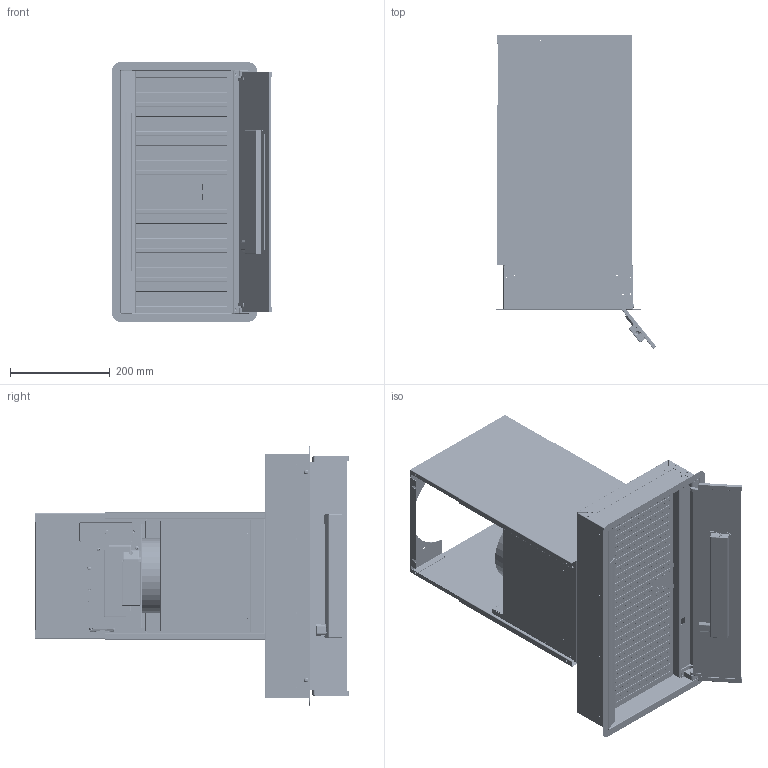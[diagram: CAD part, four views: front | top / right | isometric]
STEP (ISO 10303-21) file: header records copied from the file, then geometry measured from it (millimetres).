
FILE_DESCRIPTION (( 'STEP AP214' ), '1' );
FILE_NAME ('SLTC919_ 520_2019.STEP', '2019-04-05T15:17:40', ( 'sirius' ), ( '' ), 'SwSTEP 2.0', 'SolidWorks 2018', '' );
FILE_SCHEMA (( 'AUTOMOTIVE_DESIGN' ));
Length unit declared in the file: millimetre
Products named in the file (1): SLTC919_ 520_2019
Bounding box: 320.34 x 627.35 x 520 mm (x, y, z)
Surface area: 4855140.8 mm2 (no closed solid volume)
Topology: 0 solids, 84 shells, 8563 faces, 23076 edges, 14275 vertices
Faces by surface type: plane 3667, cylinder 3458, bspline 737, torus 371, cone 204, sphere 126
Entity records: 429388 total; most frequent: CARTESIAN_POINT 129754, ORIENTED_EDGE 45574, DIRECTION 39095, EDGE_CURVE 22848, VERTEX_POINT 14275, AXIS2_PLACEMENT_3D 13343, LINE 12409, VECTOR 12409
